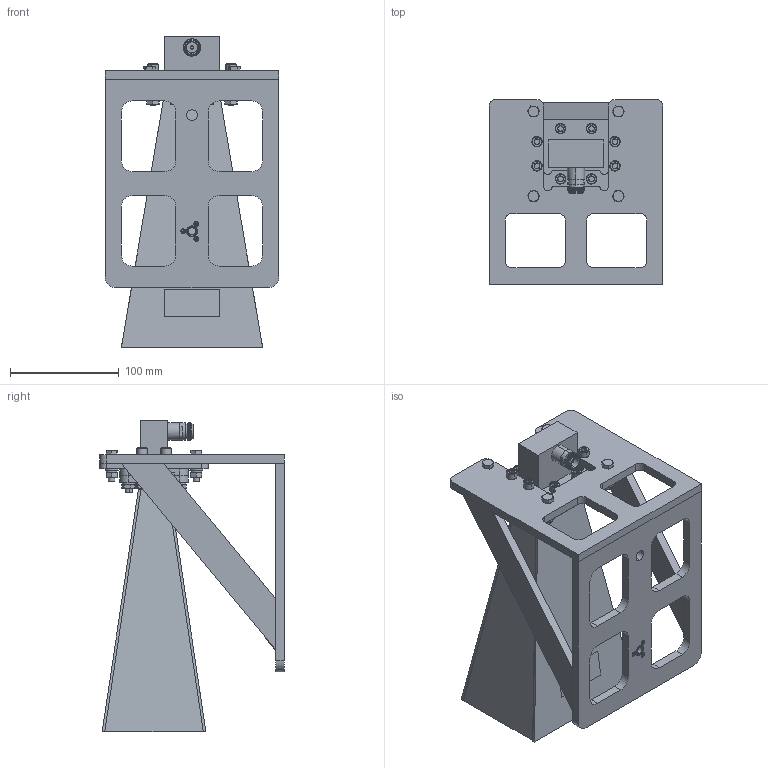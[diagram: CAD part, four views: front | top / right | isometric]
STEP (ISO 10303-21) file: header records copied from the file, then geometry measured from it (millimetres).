
FILE_DESCRIPTION (( 'STEP AP214' ), '1' );
FILE_NAME ('FM2WAN187-15NF_3D.step', '2024-07-17T23:27:25', ( '' ), ( '' ), 'SwSTEP 2.0', 'SolidWorks 2022', '' );
FILE_SCHEMA (( 'AUTOMOTIVE_DESIGN' ));
Length unit declared in the file: inch
Products named in the file (18): Copy of À®°ÈÌìÏßÖ§¼Ü HD-ZJL48D-R^FMWAN187-LMT_FM2WAN187-15NF; FM9861B-15-CPRG^FM2WAN187-15NF; FMWAN187-LMT^FM2WAN187-15NF; .25-LW^FM2WAN187-15NF; Copy of hexagon head bolts-full thread gb_GB_FASTENER_BOLT_STBAB A M6X25-N^FMWAN187-LMT_FM2WAN187-15NF; FM2WAN187-15NF_3D; .25-20HN-NARROW^FM2WAN187-15NF_90730A007; Copy of plain washers-n series-grade a gb_GB_FASTENER_WASHER_PWNA 6^FMWAN187-LMT_FM2WAN187-15NF; Copy of spring lock washers--normal type gb_GB_FASTENER_WASHER_SW 6^FMWAN187-LMT_FM2WAN187-15NF; SCREW .25-20SHx1.25^FM2WAN187-15NF_92196A269; PEWCA1059^FMWCA1059_FM2WAN187-15NF; Copy of 908ÂÝÄ¸^FMWAN187-LMT_FM2WAN187-15NF; Copy of cross recessed countersunk head screws gb1_GB_CROSS_SCREWS_TYPE4 M2X8-6.8  H type-N^FMWAN187-LMT_FM2WAN187-15NF; Copy of HD-ZJL48D-R ×ª½Ó°å^FMWAN187-LMT_FM2WAN187-15NF; SCREW .25-20SHx.875^FM2WAN187-15NF_92196A269; FMWCA1059^FM2WAN187-15NF; N FEMALE-SOLID^FMWCA1059_FM2WAN187-15NF; Copy of hex nuts, style 1-grades ab gb_GB_FASTENER_NUT_SNAB1 M6-N^FMWAN187-LMT_FM2WAN187-15NF
Assembly tree (51 placements, depth 3):
  FM2WAN187-15NF_3D
    FMWAN187-LMT^FM2WAN187-15NF
      Copy of À®°ÈÌìÏßÖ§¼Ü HD-ZJL48D-R^FMWAN187-LMT_FM2WAN187-15NF
      Copy of HD-ZJL48D-R ×ª½Ó°å^FMWAN187-LMT_FM2WAN187-15NF
      Copy of 908ÂÝÄ¸^FMWAN187-LMT_FM2WAN187-15NF
      Copy of cross recessed countersunk head screws gb1_GB_CROSS_SCREWS_TYPE4 M2X8-6.8  H type-N^FMWAN187-LMT_FM2WAN187-15NF  x3
      Copy of hexagon head bolts-full thread gb_GB_FASTENER_BOLT_STBAB A M6X25-N^FMWAN187-LMT_FM2WAN187-15NF  x4
      Copy of plain washers-n series-grade a gb_GB_FASTENER_WASHER_PWNA 6^FMWAN187-LMT_FM2WAN187-15NF  x4
      Copy of spring lock washers--normal type gb_GB_FASTENER_WASHER_SW 6^FMWAN187-LMT_FM2WAN187-15NF  x4
      Copy of hex nuts, style 1-grades ab gb_GB_FASTENER_NUT_SNAB1 M6-N^FMWAN187-LMT_FM2WAN187-15NF  x4
    FM9861B-15-CPRG^FM2WAN187-15NF
    FMWCA1059^FM2WAN187-15NF
      PEWCA1059^FMWCA1059_FM2WAN187-15NF
      N FEMALE-SOLID^FMWCA1059_FM2WAN187-15NF
    SCREW .25-20SHx.875^FM2WAN187-15NF_92196A269  x4
    .25-LW^FM2WAN187-15NF  x8
    .25-20HN-NARROW^FM2WAN187-15NF_90730A007  x8
    SCREW .25-20SHx1.25^FM2WAN187-15NF_92196A269  x4
Bounding box: 160 x 170 x 286.51 mm (x, y, z)
Volume: 642767.9 mm3; surface area: 345375.3 mm2
Topology: 57 solids, 57 shells, 1349 faces, 3211 edges, 2010 vertices
Faces by surface type: plane 522, cylinder 426, cone 374, bspline 27
Entity records: 20550 total; most frequent: CARTESIAN_POINT 5349, DIRECTION 3039, ORIENTED_EDGE 2876, EDGE_CURVE 1438, AXIS2_PLACEMENT_3D 1126, VERTEX_POINT 925, LINE 787, VECTOR 787
